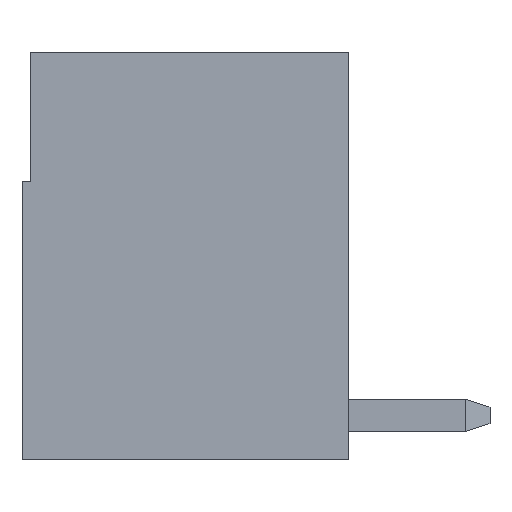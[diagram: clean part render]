
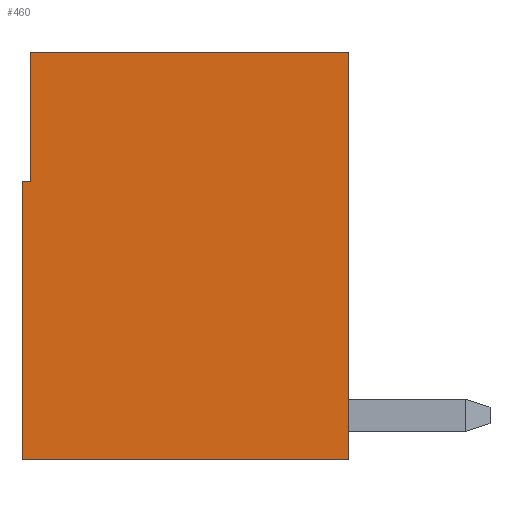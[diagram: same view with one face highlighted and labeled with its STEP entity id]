
A CAD part, left-side view. The second image highlights one B-rep face of the part: STEP entity #460.
In plain terms, the highlighted planar face has unit normal (-1, 0, 0).
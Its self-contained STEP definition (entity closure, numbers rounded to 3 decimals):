
#460 = ADVANCED_FACE( '', ( #1062 ), #1063, .T. );
#1062 = FACE_OUTER_BOUND( '', #1857, .T. );
#1063 = PLANE( '', #1858 );
#1857 = EDGE_LOOP( '', ( #2971, #2972, #2973, #2974, #2975, #2976 ) );
#1858 = AXIS2_PLACEMENT_3D( '', #2977, #2978, #2979 );
#2971 = ORIENTED_EDGE( '', *, *, #5076, .T. );
#2972 = ORIENTED_EDGE( '', *, *, #5077, .T. );
#2973 = ORIENTED_EDGE( '', *, *, #5078, .T. );
#2974 = ORIENTED_EDGE( '', *, *, #5079, .T. );
#2975 = ORIENTED_EDGE( '', *, *, #4857, .T. );
#2976 = ORIENTED_EDGE( '', *, *, #5011, .T. );
#2977 = CARTESIAN_POINT( '', ( -9.8, 0., 0. ) );
#2978 = DIRECTION( '', ( -1., 0., 0. ) );
#2979 = DIRECTION( '', ( 0., 0., 1. ) );
#4857 = EDGE_CURVE( '', #5824, #5826, #5828, .T. );
#5011 = EDGE_CURVE( '', #5826, #6090, #6092, .T. );
#5076 = EDGE_CURVE( '', #6090, #6206, #6207, .T. );
#5077 = EDGE_CURVE( '', #6206, #6208, #6209, .T. );
#5078 = EDGE_CURVE( '', #6208, #6210, #6211, .T. );
#5079 = EDGE_CURVE( '', #6210, #5824, #6212, .T. );
#5824 = VERTEX_POINT( '', #7229 );
#5826 = VERTEX_POINT( '', #7232 );
#5828 = LINE( '', #7235, #7236 );
#6090 = VERTEX_POINT( '', #7613 );
#6092 = LINE( '', #7616, #7617 );
#6206 = VERTEX_POINT( '', #7780 );
#6207 = LINE( '', #7781, #7782 );
#6208 = VERTEX_POINT( '', #7783 );
#6209 = LINE( '', #7784, #7785 );
#6210 = VERTEX_POINT( '', #7786 );
#6211 = LINE( '', #7787, #7788 );
#6212 = LINE( '', #7789, #7790 );
#7229 = CARTESIAN_POINT( '', ( -9.8, 4.05, 1.85 ) );
#7232 = CARTESIAN_POINT( '', ( -9.8, 4.05, -5.05 ) );
#7235 = CARTESIAN_POINT( '', ( -9.8, 4.05, 1.85 ) );
#7236 = VECTOR( '', #9012, 1000. );
#7613 = CARTESIAN_POINT( '', ( -9.8, -4.05, -5.05 ) );
#7616 = CARTESIAN_POINT( '', ( -9.8, 4.05, -5.05 ) );
#7617 = VECTOR( '', #9165, 1000. );
#7780 = CARTESIAN_POINT( '', ( -9.8, -4.05, 5.05 ) );
#7781 = CARTESIAN_POINT( '', ( -9.8, -4.05, -5.05 ) );
#7782 = VECTOR( '', #9227, 1000. );
#7783 = CARTESIAN_POINT( '', ( -9.8, 3.85, 5.05 ) );
#7784 = CARTESIAN_POINT( '', ( -9.8, -4.05, 5.05 ) );
#7785 = VECTOR( '', #9228, 1000. );
#7786 = CARTESIAN_POINT( '', ( -9.8, 3.85, 1.85 ) );
#7787 = CARTESIAN_POINT( '', ( -9.8, 3.85, 5.05 ) );
#7788 = VECTOR( '', #9229, 1000. );
#7789 = CARTESIAN_POINT( '', ( -9.8, 3.85, 1.85 ) );
#7790 = VECTOR( '', #9230, 1000. );
#9012 = DIRECTION( '', ( 0., 0., -1. ) );
#9165 = DIRECTION( '', ( 0., -1., 0. ) );
#9227 = DIRECTION( '', ( 0., 0., 1. ) );
#9228 = DIRECTION( '', ( 0., 1., 0. ) );
#9229 = DIRECTION( '', ( 0., 0., -1. ) );
#9230 = DIRECTION( '', ( 0., 1., 0. ) );
